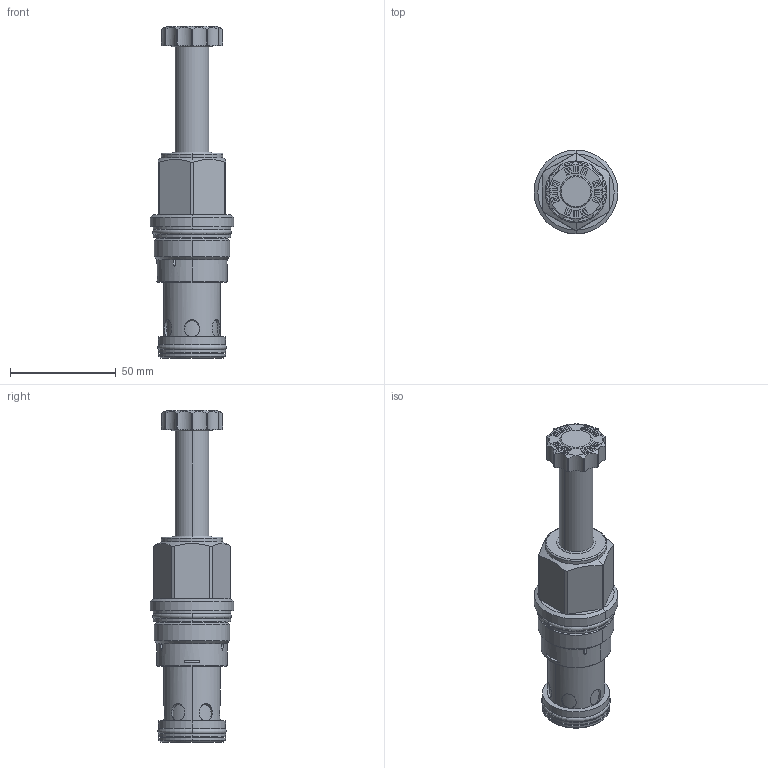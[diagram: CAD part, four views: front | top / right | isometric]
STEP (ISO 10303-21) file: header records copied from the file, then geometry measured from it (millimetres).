
FILE_DESCRIPTION((''),'2;1');
FILE_NAME('DFEIXCN_SW','2024-05-09T16:53:42',('SigMax'),(''),'CREO PARAMETRIC BY PTC INC, 2021072','CREO PARAMETRIC BY PTC INC, 2021072','');
FILE_SCHEMA(('AUTOMOTIVE_DESIGN { 1 0 10303 214 1 1 1 1 }'));
Length unit declared in the file: inch
Products named in the file (1): DFEIXCN_SW
Bounding box: 39.6 x 39.6 x 156.84 mm (x, y, z)
Volume: 92616.9 mm3; surface area: 23652.4 mm2
Topology: 2 solids, 3 shells, 382 faces, 965 edges, 619 vertices
Faces by surface type: plane 163, cylinder 142, cone 42, torus 25, revolution 10
Entity records: 16312 total; most frequent: CARTESIAN_POINT 4382, ORIENTED_EDGE 1930, DIRECTION 1826, EDGE_CURVE 965, AXIS2_PLACEMENT_3D 653, VERTEX_POINT 619, VECTOR 510, LINE 510
